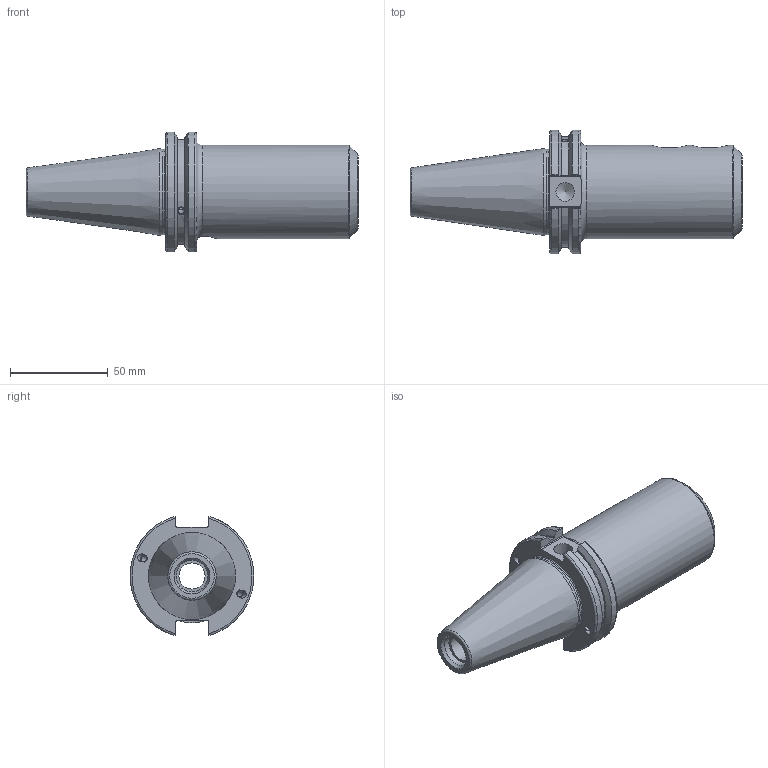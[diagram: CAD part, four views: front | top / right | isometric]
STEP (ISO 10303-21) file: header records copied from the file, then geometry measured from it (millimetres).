
FILE_DESCRIPTION(/* description */ (''),/* implementation_level */ '2;1');
FILE_NAME(/* name */ 'AK012B.stp',/* time_stamp */ '2025-01-02T14:33:26+09:00',/* author */ ('YSH'),/* organization */ (''),/* preprocessor_version */ 'ST-DEVELOPER v20',/* originating_system */ 'Autodesk Inventor 2025',/* authorisation */ '');
FILE_SCHEMA (('AUTOMOTIVE_DESIGN { 1 0 10303 214 3 1 1 }'));
Length unit declared in the file: millimetre
Products named in the file (1): LO-CAT40ADB-EMH22.225-101.6
Bounding box: 169.85 x 63.26 x 61.09 mm (x, y, z)
Volume: 201743.6 mm3; surface area: 39764.6 mm2
Topology: 1 solids, 1 shells, 92 faces, 259 edges, 171 vertices
Faces by surface type: plane 37, cylinder 32, cone 13, torus 10
Full cylindrical faces by diameter (mm): 3.242 x8, 4 x2, 4.2 x2, 9.525 x1, 13.386 x1, 14.351 x2, 16.3 x1, 22.225 x1, 23.425 x1, 43.6 x1, 47.752 x1
Entity records: 3434 total; most frequent: CARTESIAN_POINT 1048, ORIENTED_EDGE 512, DIRECTION 473, EDGE_CURVE 256, AXIS2_PLACEMENT_3D 192, VERTEX_POINT 171, EDGE_LOOP 111, FACE_OUTER_BOUND 92
